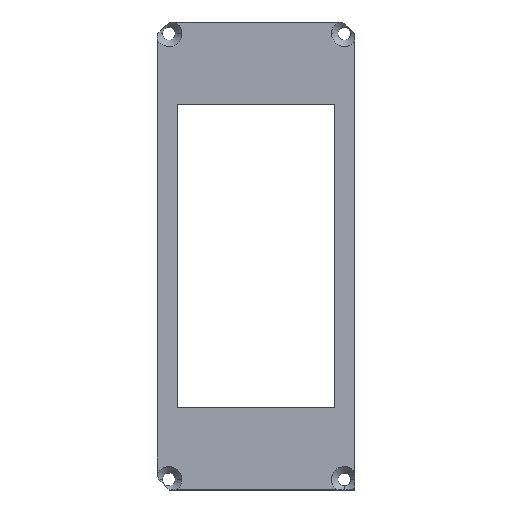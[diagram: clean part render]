
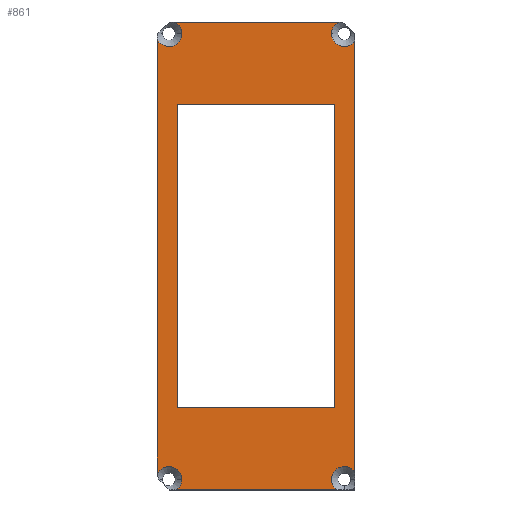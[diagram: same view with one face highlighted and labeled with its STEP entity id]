
A CAD part, top view. The second image highlights one B-rep face of the part: STEP entity #861.
In plain terms, the highlighted planar face has unit normal (0, 0, 1).
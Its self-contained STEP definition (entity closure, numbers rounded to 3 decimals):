
#18=CARTESIAN_POINT('',(20.547,58.,3.));
#20=CARTESIAN_POINT('',(-20.247,58.,3.));
#31=DIRECTION('',(1.,0.,0.));
#32=VECTOR('',#31,39.);
#33=CARTESIAN_POINT('',(-19.5,-37.5,3.));
#34=LINE('',#33,#32);
#35=DIRECTION('',(0.,1.,0.));
#36=VECTOR('',#35,75.);
#37=CARTESIAN_POINT('',(19.5,-37.5,3.));
#38=LINE('',#37,#36);
#39=DIRECTION('',(-1.,0.,0.));
#40=VECTOR('',#39,39.);
#41=CARTESIAN_POINT('',(19.5,37.5,3.));
#42=LINE('',#41,#40);
#43=DIRECTION('',(0.,-1.,0.));
#44=VECTOR('',#43,75.);
#45=CARTESIAN_POINT('',(-19.5,37.5,3.));
#46=LINE('',#45,#44);
#47=CARTESIAN_POINT('',(21.9,55.1,3.));
#48=DIRECTION('',(0.,0.,-1.));
#49=DIRECTION('',(-1.,0.,0.));
#50=AXIS2_PLACEMENT_3D('',#47,#48,#49);
#52=CARTESIAN_POINT('',(21.9,55.1,3.));
#53=DIRECTION('',(0.,0.,-1.));
#54=DIRECTION('',(0.813,-0.583,0.));
#55=AXIS2_PLACEMENT_3D('',#52,#53,#54);
#57=DIRECTION('',(0.,1.,0.));
#58=VECTOR('',#57,106.769);
#59=CARTESIAN_POINT('',(24.5,-53.534,3.));
#60=LINE('',#59,#58);
#61=DIRECTION('',(1.,0.,0.));
#62=VECTOR('',#61,39.769);
#63=CARTESIAN_POINT('',(-19.734,-58.,3.));
#64=LINE('',#63,#62);
#65=CARTESIAN_POINT('',(-21.6,-55.4,3.));
#66=DIRECTION('',(0.,0.,-1.));
#67=DIRECTION('',(1.,0.,0.));
#68=AXIS2_PLACEMENT_3D('',#65,#66,#67);
#70=CARTESIAN_POINT('',(-21.6,-55.4,3.));
#71=DIRECTION('',(0.,0.,-1.));
#72=DIRECTION('',(-0.906,0.423,0.));
#73=AXIS2_PLACEMENT_3D('',#70,#71,#72);
#75=DIRECTION('',(0.,-1.,0.));
#76=VECTOR('',#75,107.795);
#77=CARTESIAN_POINT('',(-24.5,53.747,3.));
#78=LINE('',#77,#76);
#79=CARTESIAN_POINT('',(-18.4,55.1,3.));
#80=CARTESIAN_POINT('',(-18.4,54.835,3.));
#81=CARTESIAN_POINT('',(-18.463,54.322,3.));
#82=CARTESIAN_POINT('',(-18.75,53.574,3.));
#83=CARTESIAN_POINT('',(-19.206,52.928,3.));
#84=CARTESIAN_POINT('',(-19.807,52.41,3.));
#85=CARTESIAN_POINT('',(-20.517,52.055,3.));
#86=CARTESIAN_POINT('',(-21.291,51.882,3.));
#87=CARTESIAN_POINT('',(-22.084,51.904,3.));
#88=CARTESIAN_POINT('',(-22.848,52.118,3.));
#89=CARTESIAN_POINT('',(-23.536,52.511,3.));
#90=CARTESIAN_POINT('',(-24.109,53.063,3.));
#91=CARTESIAN_POINT('',(-24.387,53.505,3.));
#92=CARTESIAN_POINT('',(-24.5,53.747,3.));
#94=CARTESIAN_POINT('',(-21.6,55.1,3.));
#95=DIRECTION('',(0.,0.,-1.));
#96=DIRECTION('',(0.423,0.906,0.));
#97=AXIS2_PLACEMENT_3D('',#94,#95,#96);
#99=DIRECTION('',(-1.,0.,0.));
#100=VECTOR('',#99,40.795);
#101=CARTESIAN_POINT('',(20.547,58.,3.));
#102=LINE('',#101,#100);
#273=CARTESIAN_POINT('',(21.9,-55.4,3.));
#274=DIRECTION('',(0.,0.,-1.));
#275=DIRECTION('',(-0.583,-0.813,0.));
#276=AXIS2_PLACEMENT_3D('',#273,#274,#275);
#314=CARTESIAN_POINT('',(-19.734,-58.,3.));
#316=CARTESIAN_POINT('',(20.034,-58.,3.));
#324=CARTESIAN_POINT('',(24.5,53.234,3.));
#350=CARTESIAN_POINT('',(24.5,-53.534,3.));
#427=CARTESIAN_POINT('',(-24.5,-54.047,3.));
#442=CARTESIAN_POINT('',(-24.5,53.747,3.));
#689=CARTESIAN_POINT('',(-19.5,-37.5,3.));
#690=CARTESIAN_POINT('',(19.5,-37.5,3.));
#691=VERTEX_POINT('',#689);
#692=VERTEX_POINT('',#690);
#693=CARTESIAN_POINT('',(19.5,37.5,3.));
#694=VERTEX_POINT('',#693);
#695=CARTESIAN_POINT('',(-19.5,37.5,3.));
#696=VERTEX_POINT('',#695);
#726=VERTEX_POINT('',#18);
#732=CARTESIAN_POINT('',(18.7,55.1,3.));
#733=VERTEX_POINT('',#732);
#735=VERTEX_POINT('',#324);
#744=VERTEX_POINT('',#316);
#747=VERTEX_POINT('',#350);
#749=VERTEX_POINT('',#314);
#756=CARTESIAN_POINT('',(-18.4,-55.4,3.));
#757=VERTEX_POINT('',#756);
#759=VERTEX_POINT('',#427);
#761=VERTEX_POINT('',#442);
#767=VERTEX_POINT('',#79);
#769=VERTEX_POINT('',#20);
#824=CARTESIAN_POINT('',(0.,0.,3.));
#825=DIRECTION('',(0.,0.,1.));
#826=DIRECTION('',(1.,0.,0.));
#827=AXIS2_PLACEMENT_3D('',#824,#825,#826);
#828=PLANE('',#827);
#829=ORIENTED_EDGE('',*,*,#800,.F.);
#831=ORIENTED_EDGE('',*,*,#830,.F.);
#833=ORIENTED_EDGE('',*,*,#832,.F.);
#835=ORIENTED_EDGE('',*,*,#834,.F.);
#837=ORIENTED_EDGE('',*,*,#836,.F.);
#839=ORIENTED_EDGE('',*,*,#838,.F.);
#841=ORIENTED_EDGE('',*,*,#840,.F.);
#843=ORIENTED_EDGE('',*,*,#842,.F.);
#845=ORIENTED_EDGE('',*,*,#844,.F.);
#847=ORIENTED_EDGE('',*,*,#846,.F.);
#848=ORIENTED_EDGE('',*,*,#811,.F.);
#849=EDGE_LOOP('',(#829,#831,#833,#835,#837,#839,#841,#843,#845,#847,#848));
#850=FACE_OUTER_BOUND('',#849,.F.);
#852=ORIENTED_EDGE('',*,*,#851,.T.);
#854=ORIENTED_EDGE('',*,*,#853,.T.);
#856=ORIENTED_EDGE('',*,*,#855,.T.);
#858=ORIENTED_EDGE('',*,*,#857,.T.);
#859=EDGE_LOOP('',(#852,#854,#856,#858));
#860=FACE_BOUND('',#859,.F.);
#861=ADVANCED_FACE('',(#850,#860),#828,.T.);
#51=CIRCLE('',#50,3.2);
#56=CIRCLE('',#55,3.2);
#69=CIRCLE('',#68,3.2);
#74=CIRCLE('',#73,3.2);
#93=B_SPLINE_CURVE_WITH_KNOTS('',3,(#79,#80,#81,#82,#83,#84,#85,#86,#87,#88,#89,
#90,#91,#92),.UNSPECIFIED.,.F.,.F.,(4,1,1,1,1,1,1,1,1,1,1,4),(0.,
0.091,0.182,0.273,0.364,
0.455,0.545,0.636,0.727,
0.818,0.909,1.),.UNSPECIFIED.);
#98=CIRCLE('',#97,3.2);
#277=CIRCLE('',#276,3.2);
#800=EDGE_CURVE('',#733,#726,#51,.T.);
#811=EDGE_CURVE('',#726,#769,#102,.T.);
#830=EDGE_CURVE('',#735,#733,#56,.T.);
#832=EDGE_CURVE('',#747,#735,#60,.T.);
#834=EDGE_CURVE('',#744,#747,#277,.T.);
#836=EDGE_CURVE('',#749,#744,#64,.T.);
#838=EDGE_CURVE('',#757,#749,#69,.T.);
#840=EDGE_CURVE('',#759,#757,#74,.T.);
#842=EDGE_CURVE('',#761,#759,#78,.T.);
#844=EDGE_CURVE('',#767,#761,#93,.T.);
#846=EDGE_CURVE('',#769,#767,#98,.T.);
#851=EDGE_CURVE('',#691,#692,#34,.T.);
#853=EDGE_CURVE('',#692,#694,#38,.T.);
#855=EDGE_CURVE('',#694,#696,#42,.T.);
#857=EDGE_CURVE('',#696,#691,#46,.T.);
